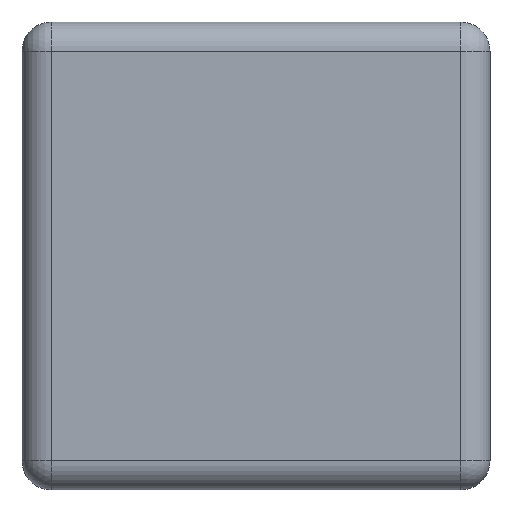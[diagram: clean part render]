
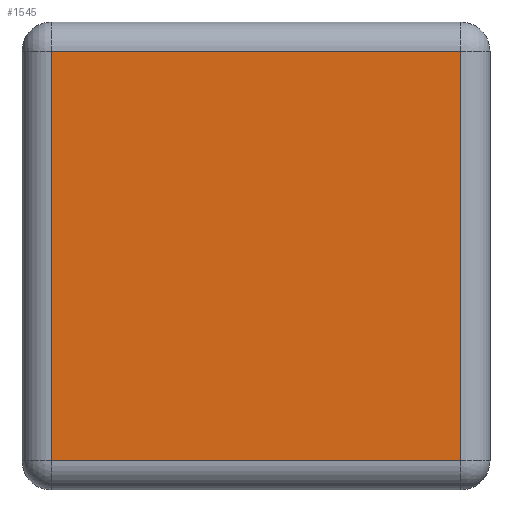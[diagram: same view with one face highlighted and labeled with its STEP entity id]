
A CAD part, left-side view. The second image highlights one B-rep face of the part: STEP entity #1545.
In plain terms, the highlighted planar face has unit normal (-1, 0, 0).
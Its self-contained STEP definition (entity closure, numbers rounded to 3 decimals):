
#119 = FACE_OUTER_BOUND ( 'NONE', #267, .T. ) ;
#131 = CARTESIAN_POINT ( 'NONE',  ( -0.8, -0.4, 0.05 ) ) ;
#197 = LINE ( 'NONE', #1603, #2178 ) ;
#267 = EDGE_LOOP ( 'NONE', ( #526, #2565, #2011, #920 ) ) ;
#357 = DIRECTION ( 'NONE',  ( 0., -1., 0. ) ) ;
#463 = CARTESIAN_POINT ( 'NONE',  ( -0.8, -0.35, 0.05 ) ) ;
#517 = VERTEX_POINT ( 'NONE', #1480 ) ;
#526 = ORIENTED_EDGE ( 'NONE', *, *, #2451, .T. ) ;
#557 = LINE ( 'NONE', #131, #2359 ) ;
#569 = DIRECTION ( 'NONE',  ( 1., 0., 0. ) ) ;
#623 = EDGE_CURVE ( 'NONE', #517, #970, #867, .T. ) ;
#682 = PLANE ( 'NONE',  #714 ) ;
#714 = AXIS2_PLACEMENT_3D ( 'NONE', #2511, #569, #1759 ) ;
#729 = DIRECTION ( 'NONE',  ( 0., 1., 0. ) ) ;
#867 = LINE ( 'NONE', #2121, #2268 ) ;
#920 = ORIENTED_EDGE ( 'NONE', *, *, #1720, .T. ) ;
#921 = CARTESIAN_POINT ( 'NONE',  ( -0.8, 0.35, 0.75 ) ) ;
#970 = VERTEX_POINT ( 'NONE', #921 ) ;
#1032 = DIRECTION ( 'NONE',  ( 0., 0., 1. ) ) ;
#1289 = EDGE_CURVE ( 'NONE', #1511, #517, #197, .T. ) ;
#1426 = CARTESIAN_POINT ( 'NONE',  ( -0.8, 0.35, 0.8 ) ) ;
#1480 = CARTESIAN_POINT ( 'NONE',  ( -0.8, -0.35, 0.75 ) ) ;
#1511 = VERTEX_POINT ( 'NONE', #463 ) ;
#1545 = ADVANCED_FACE ( 'NONE', ( #119 ), #682, .F. ) ;
#1603 = CARTESIAN_POINT ( 'NONE',  ( -0.8, -0.35, 0.8 ) ) ;
#1631 = CARTESIAN_POINT ( 'NONE',  ( -0.8, 0.35, 0.05 ) ) ;
#1720 = EDGE_CURVE ( 'NONE', #970, #2525, #2047, .T. ) ;
#1759 = DIRECTION ( 'NONE',  ( 0., 0., -1. ) ) ;
#2011 = ORIENTED_EDGE ( 'NONE', *, *, #623, .T. ) ;
#2047 = LINE ( 'NONE', #1426, #2432 ) ;
#2121 = CARTESIAN_POINT ( 'NONE',  ( -0.8, 0.4, 0.75 ) ) ;
#2178 = VECTOR ( 'NONE', #1032, 1000. ) ;
#2268 = VECTOR ( 'NONE', #729, 1000. ) ;
#2359 = VECTOR ( 'NONE', #357, 1000. ) ;
#2402 = DIRECTION ( 'NONE',  ( 0., 0., -1. ) ) ;
#2432 = VECTOR ( 'NONE', #2402, 1000. ) ;
#2451 = EDGE_CURVE ( 'NONE', #2525, #1511, #557, .T. ) ;
#2511 = CARTESIAN_POINT ( 'NONE',  ( -0.8, -0.4, 0.8 ) ) ;
#2525 = VERTEX_POINT ( 'NONE', #1631 ) ;
#2565 = ORIENTED_EDGE ( 'NONE', *, *, #1289, .T. ) ;
